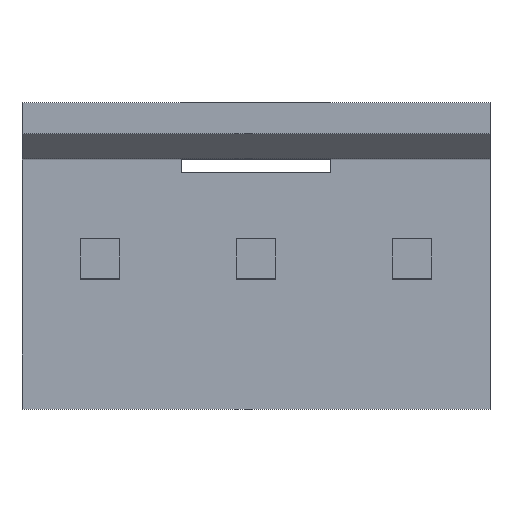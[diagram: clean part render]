
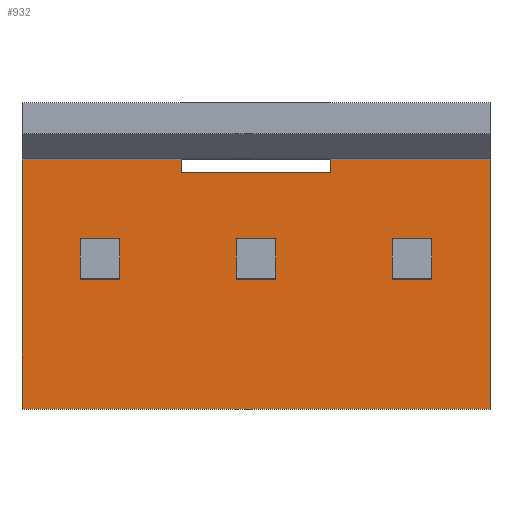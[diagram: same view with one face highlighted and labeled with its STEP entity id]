
A CAD part, top view. The second image highlights one B-rep face of the part: STEP entity #932.
In plain terms, the highlighted planar face has unit normal (0, 0, 1).
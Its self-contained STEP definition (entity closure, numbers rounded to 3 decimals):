
#142=DIRECTION('',(0.,-1.,0.));
#143=VECTOR('',#142,4.);
#144=CARTESIAN_POINT('',(-3.75,1.6,-7.5));
#145=LINE('',#144,#143);
#278=DIRECTION('',(-1.,0.,0.));
#279=VECTOR('',#278,0.64);
#280=CARTESIAN_POINT('',(-2.18,-0.32,-7.5));
#281=LINE('',#280,#279);
#282=DIRECTION('',(0.,1.,0.));
#283=VECTOR('',#282,0.64);
#284=CARTESIAN_POINT('',(-2.18,-0.32,-7.5));
#285=LINE('',#284,#283);
#286=DIRECTION('',(-1.,0.,0.));
#287=VECTOR('',#286,0.64);
#288=CARTESIAN_POINT('',(-2.18,0.32,-7.5));
#289=LINE('',#288,#287);
#290=DIRECTION('',(0.,1.,0.));
#291=VECTOR('',#290,0.64);
#292=CARTESIAN_POINT('',(-2.82,-0.32,-7.5));
#293=LINE('',#292,#291);
#294=DIRECTION('',(-1.,0.,0.));
#295=VECTOR('',#294,0.64);
#296=CARTESIAN_POINT('',(0.32,-0.32,-7.5));
#297=LINE('',#296,#295);
#298=DIRECTION('',(0.,1.,0.));
#299=VECTOR('',#298,0.64);
#300=CARTESIAN_POINT('',(0.32,-0.32,-7.5));
#301=LINE('',#300,#299);
#302=DIRECTION('',(-1.,0.,0.));
#303=VECTOR('',#302,0.64);
#304=CARTESIAN_POINT('',(0.32,0.32,-7.5));
#305=LINE('',#304,#303);
#306=DIRECTION('',(0.,1.,0.));
#307=VECTOR('',#306,0.64);
#308=CARTESIAN_POINT('',(-0.32,-0.32,-7.5));
#309=LINE('',#308,#307);
#310=DIRECTION('',(-1.,0.,0.));
#311=VECTOR('',#310,0.64);
#312=CARTESIAN_POINT('',(2.82,-0.32,-7.5));
#313=LINE('',#312,#311);
#314=DIRECTION('',(0.,1.,0.));
#315=VECTOR('',#314,0.64);
#316=CARTESIAN_POINT('',(2.82,-0.32,-7.5));
#317=LINE('',#316,#315);
#318=DIRECTION('',(-1.,0.,0.));
#319=VECTOR('',#318,0.64);
#320=CARTESIAN_POINT('',(2.82,0.32,-7.5));
#321=LINE('',#320,#319);
#322=DIRECTION('',(0.,1.,0.));
#323=VECTOR('',#322,0.64);
#324=CARTESIAN_POINT('',(2.18,-0.32,-7.5));
#325=LINE('',#324,#323);
#326=DIRECTION('',(0.,-1.,0.));
#327=VECTOR('',#326,0.2);
#328=CARTESIAN_POINT('',(1.2,1.6,-7.5));
#329=LINE('',#328,#327);
#330=DIRECTION('',(1.,0.,0.));
#331=VECTOR('',#330,2.55);
#332=CARTESIAN_POINT('',(1.2,1.6,-7.5));
#333=LINE('',#332,#331);
#334=DIRECTION('',(1.,0.,0.));
#335=VECTOR('',#334,2.55);
#336=CARTESIAN_POINT('',(-3.75,1.6,-7.5));
#337=LINE('',#336,#335);
#338=DIRECTION('',(0.,-1.,0.));
#339=VECTOR('',#338,0.2);
#340=CARTESIAN_POINT('',(-1.2,1.6,-7.5));
#341=LINE('',#340,#339);
#342=DIRECTION('',(1.,0.,0.));
#343=VECTOR('',#342,2.4);
#344=CARTESIAN_POINT('',(-1.2,1.4,-7.5));
#345=LINE('',#344,#343);
#566=DIRECTION('',(0.,-1.,0.));
#567=VECTOR('',#566,4.);
#568=CARTESIAN_POINT('',(3.75,1.6,-7.5));
#569=LINE('',#568,#567);
#574=DIRECTION('',(1.,0.,0.));
#575=VECTOR('',#574,7.5);
#576=CARTESIAN_POINT('',(-3.75,-2.4,-7.5));
#577=LINE('',#576,#575);
#578=CARTESIAN_POINT('',(-3.75,1.6,-7.5));
#579=CARTESIAN_POINT('',(-3.75,-2.4,-7.5));
#580=VERTEX_POINT('',#578);
#581=VERTEX_POINT('',#579);
#586=CARTESIAN_POINT('',(3.75,1.6,-7.5));
#587=CARTESIAN_POINT('',(3.75,-2.4,-7.5));
#588=VERTEX_POINT('',#586);
#589=VERTEX_POINT('',#587);
#594=CARTESIAN_POINT('',(-2.18,-0.32,-7.5));
#595=CARTESIAN_POINT('',(-2.82,-0.32,-7.5));
#596=VERTEX_POINT('',#594);
#597=VERTEX_POINT('',#595);
#598=CARTESIAN_POINT('',(-2.18,0.32,-7.5));
#599=CARTESIAN_POINT('',(-2.82,0.32,-7.5));
#600=VERTEX_POINT('',#598);
#601=VERTEX_POINT('',#599);
#646=CARTESIAN_POINT('',(0.32,-0.32,-7.5));
#647=CARTESIAN_POINT('',(-0.32,-0.32,-7.5));
#648=VERTEX_POINT('',#646);
#649=VERTEX_POINT('',#647);
#650=CARTESIAN_POINT('',(0.32,0.32,-7.5));
#651=CARTESIAN_POINT('',(-0.32,0.32,-7.5));
#652=VERTEX_POINT('',#650);
#653=VERTEX_POINT('',#651);
#678=CARTESIAN_POINT('',(2.82,-0.32,-7.5));
#679=CARTESIAN_POINT('',(2.18,-0.32,-7.5));
#680=VERTEX_POINT('',#678);
#681=VERTEX_POINT('',#679);
#682=CARTESIAN_POINT('',(2.82,0.32,-7.5));
#683=CARTESIAN_POINT('',(2.18,0.32,-7.5));
#684=VERTEX_POINT('',#682);
#685=VERTEX_POINT('',#683);
#694=CARTESIAN_POINT('',(1.2,1.6,-7.5));
#695=CARTESIAN_POINT('',(1.2,1.4,-7.5));
#696=VERTEX_POINT('',#694);
#697=VERTEX_POINT('',#695);
#698=CARTESIAN_POINT('',(-1.2,1.4,-7.5));
#699=VERTEX_POINT('',#698);
#704=CARTESIAN_POINT('',(-1.2,1.6,-7.5));
#705=VERTEX_POINT('',#704);
#881=CARTESIAN_POINT('',(-3.75,1.6,-7.5));
#882=DIRECTION('',(0.,0.,1.));
#883=DIRECTION('',(0.,-1.,0.));
#884=AXIS2_PLACEMENT_3D('',#881,#882,#883);
#885=PLANE('',#884);
#887=ORIENTED_EDGE('',*,*,#886,.F.);
#889=ORIENTED_EDGE('',*,*,#888,.T.);
#891=ORIENTED_EDGE('',*,*,#890,.T.);
#893=ORIENTED_EDGE('',*,*,#892,.F.);
#894=ORIENTED_EDGE('',*,*,#735,.F.);
#896=ORIENTED_EDGE('',*,*,#895,.T.);
#898=ORIENTED_EDGE('',*,*,#897,.T.);
#900=ORIENTED_EDGE('',*,*,#899,.T.);
#901=EDGE_LOOP('',(#887,#889,#891,#893,#894,#896,#898,#900));
#902=FACE_OUTER_BOUND('',#901,.F.);
#904=ORIENTED_EDGE('',*,*,#903,.F.);
#906=ORIENTED_EDGE('',*,*,#905,.T.);
#908=ORIENTED_EDGE('',*,*,#907,.T.);
#910=ORIENTED_EDGE('',*,*,#909,.F.);
#911=EDGE_LOOP('',(#904,#906,#908,#910));
#912=FACE_BOUND('',#911,.F.);
#914=ORIENTED_EDGE('',*,*,#913,.F.);
#916=ORIENTED_EDGE('',*,*,#915,.T.);
#918=ORIENTED_EDGE('',*,*,#917,.T.);
#920=ORIENTED_EDGE('',*,*,#919,.F.);
#921=EDGE_LOOP('',(#914,#916,#918,#920));
#922=FACE_BOUND('',#921,.F.);
#923=ORIENTED_EDGE('',*,*,#855,.F.);
#925=ORIENTED_EDGE('',*,*,#924,.T.);
#927=ORIENTED_EDGE('',*,*,#926,.T.);
#929=ORIENTED_EDGE('',*,*,#928,.F.);
#930=EDGE_LOOP('',(#923,#925,#927,#929));
#931=FACE_BOUND('',#930,.F.);
#735=EDGE_CURVE('',#580,#581,#145,.T.);
#855=EDGE_CURVE('',#596,#597,#281,.T.);
#886=EDGE_CURVE('',#696,#697,#329,.T.);
#888=EDGE_CURVE('',#696,#588,#333,.T.);
#890=EDGE_CURVE('',#588,#589,#569,.T.);
#892=EDGE_CURVE('',#581,#589,#577,.T.);
#895=EDGE_CURVE('',#580,#705,#337,.T.);
#897=EDGE_CURVE('',#705,#699,#341,.T.);
#899=EDGE_CURVE('',#699,#697,#345,.T.);
#903=EDGE_CURVE('',#648,#649,#297,.T.);
#905=EDGE_CURVE('',#648,#652,#301,.T.);
#907=EDGE_CURVE('',#652,#653,#305,.T.);
#909=EDGE_CURVE('',#649,#653,#309,.T.);
#913=EDGE_CURVE('',#680,#681,#313,.T.);
#915=EDGE_CURVE('',#680,#684,#317,.T.);
#917=EDGE_CURVE('',#684,#685,#321,.T.);
#919=EDGE_CURVE('',#681,#685,#325,.T.);
#924=EDGE_CURVE('',#596,#600,#285,.T.);
#926=EDGE_CURVE('',#600,#601,#289,.T.);
#928=EDGE_CURVE('',#597,#601,#293,.T.);
#932=ADVANCED_FACE('',(#902,#912,#922,#931),#885,.T.);
